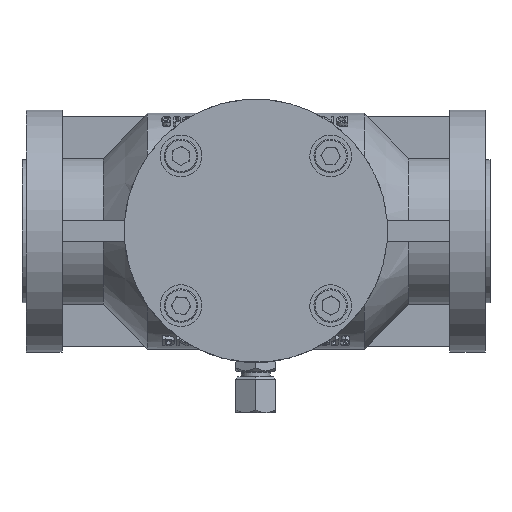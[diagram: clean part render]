
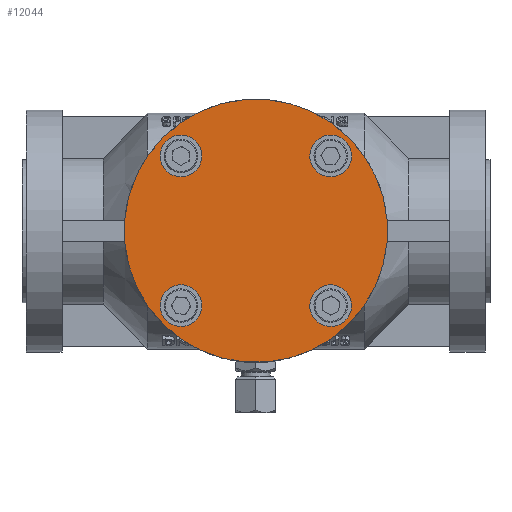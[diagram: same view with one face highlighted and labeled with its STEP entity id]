
A CAD part, top view. The second image highlights one B-rep face of the part: STEP entity #12044.
In plain terms, the highlighted planar face has unit normal (0, 0, 1).
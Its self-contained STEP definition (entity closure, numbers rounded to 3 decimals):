
#763 = CARTESIAN_POINT ( 'NONE',  ( -89.707, -8.609, 167.25 ) ) ;
#846 = CIRCLE ( 'NONE', #6849, 4.6 ) ;
#966 = AXIS2_PLACEMENT_3D ( 'NONE', #22485, #14091, #21815 ) ;
#1176 = DIRECTION ( 'NONE',  ( 0., 0., -1. ) ) ;
#1344 = EDGE_CURVE ( 'NONE', #30658, #26081, #41620, .T. ) ;
#1682 = CARTESIAN_POINT ( 'NONE',  ( -54.175, 26.923, 167.25 ) ) ;
#1992 = EDGE_CURVE ( 'NONE', #45081, #37725, #846, .T. ) ;
#2387 = CIRCLE ( 'NONE', #42686, 62.5 ) ;
#3079 = CARTESIAN_POINT ( 'NONE',  ( -54.175, 26.923, 167.25 ) ) ;
#3536 = FACE_BOUND ( 'NONE', #41093, .T. ) ;
#3620 = ORIENTED_EDGE ( 'NONE', *, *, #35739, .T. ) ;
#3641 = CARTESIAN_POINT ( 'NONE',  ( -98.369, 71.117, 167.25 ) ) ;
#4081 = VERTEX_POINT ( 'NONE', #20242 ) ;
#4533 = CARTESIAN_POINT ( 'NONE',  ( -15.39, 59.202, 167.25 ) ) ;
#4772 = CARTESIAN_POINT ( 'NONE',  ( -15.39, -11.862, 167.25 ) ) ;
#5112 = DIRECTION ( 'NONE',  ( 0., 0., -1. ) ) ;
#5773 = DIRECTION ( 'NONE',  ( 0.707, -0.707, 0. ) ) ;
#5956 = FACE_OUTER_BOUND ( 'NONE', #17190, .T. ) ;
#6849 = AXIS2_PLACEMENT_3D ( 'NONE', #24293, #12397, #16228 ) ;
#7167 = ORIENTED_EDGE ( 'NONE', *, *, #7819, .T. ) ;
#7659 = EDGE_CURVE ( 'NONE', #26081, #30658, #40254, .T. ) ;
#7819 = EDGE_CURVE ( 'NONE', #34901, #4081, #22297, .T. ) ;
#8016 = AXIS2_PLACEMENT_3D ( 'NONE', #3079, #33732, #47776 ) ;
#8824 = CARTESIAN_POINT ( 'NONE',  ( -9.98, -17.271, 167.25 ) ) ;
#9908 = VERTEX_POINT ( 'NONE', #40642 ) ;
#10627 = DIRECTION ( 'NONE',  ( 0.707, -0.707, 0. ) ) ;
#10713 = CIRCLE ( 'NONE', #22820, 4.6 ) ;
#11895 = EDGE_CURVE ( 'NONE', #37725, #45081, #47886, .T. ) ;
#12044 = ADVANCED_FACE ( 'NONE', ( #38327, #46704, #3536, #26351, #5956 ), #44785, .F. ) ;
#12397 = DIRECTION ( 'NONE',  ( 0., 0., -1. ) ) ;
#13184 = AXIS2_PLACEMENT_3D ( 'NONE', #25059, #40439, #40607 ) ;
#13435 = ORIENTED_EDGE ( 'NONE', *, *, #1992, .T. ) ;
#14015 = CIRCLE ( 'NONE', #22234, 4.6 ) ;
#14091 = DIRECTION ( 'NONE',  ( 0., 0., -1. ) ) ;
#14916 = CARTESIAN_POINT ( 'NONE',  ( -89.707, -8.609, 167.25 ) ) ;
#16228 = DIRECTION ( 'NONE',  ( 0.707, -0.707, 0. ) ) ;
#16730 = DIRECTION ( 'NONE',  ( 0.707, -0.707, 0. ) ) ;
#17137 = ORIENTED_EDGE ( 'NONE', *, *, #1344, .T. ) ;
#17190 = EDGE_LOOP ( 'NONE', ( #49013, #24623 ) ) ;
#18942 = ORIENTED_EDGE ( 'NONE', *, *, #7659, .T. ) ;
#19102 = CARTESIAN_POINT ( 'NONE',  ( -86.454, 59.202, 167.25 ) ) ;
#20242 = CARTESIAN_POINT ( 'NONE',  ( -21.895, 65.708, 167.25 ) ) ;
#20544 = EDGE_CURVE ( 'NONE', #35397, #25175, #44702, .T. ) ;
#21116 = DIRECTION ( 'NONE',  ( 0., 0., -1. ) ) ;
#21815 = DIRECTION ( 'NONE',  ( 0.707, -0.707, 0. ) ) ;
#22185 = CARTESIAN_POINT ( 'NONE',  ( -54.175, 26.923, 167.25 ) ) ;
#22234 = AXIS2_PLACEMENT_3D ( 'NONE', #40098, #5112, #24385 ) ;
#22297 = CIRCLE ( 'NONE', #28246, 4.6 ) ;
#22485 = CARTESIAN_POINT ( 'NONE',  ( -18.642, -8.609, 167.25 ) ) ;
#22820 = AXIS2_PLACEMENT_3D ( 'NONE', #14916, #30683, #49591 ) ;
#23036 = CARTESIAN_POINT ( 'NONE',  ( -21.895, -5.356, 167.25 ) ) ;
#24293 = CARTESIAN_POINT ( 'NONE',  ( -89.707, 62.455, 167.25 ) ) ;
#24385 = DIRECTION ( 'NONE',  ( 0.707, -0.707, 0. ) ) ;
#24623 = ORIENTED_EDGE ( 'NONE', *, *, #29058, .F. ) ;
#25059 = CARTESIAN_POINT ( 'NONE',  ( -18.642, -8.609, 167.25 ) ) ;
#25175 = VERTEX_POINT ( 'NONE', #8824 ) ;
#26081 = VERTEX_POINT ( 'NONE', #23036 ) ;
#26351 = FACE_BOUND ( 'NONE', #42609, .T. ) ;
#28246 = AXIS2_PLACEMENT_3D ( 'NONE', #31340, #1176, #35025 ) ;
#28370 = AXIS2_PLACEMENT_3D ( 'NONE', #763, #43097, #35420 ) ;
#29058 = EDGE_CURVE ( 'NONE', #25175, #35397, #2387, .T. ) ;
#30095 = ORIENTED_EDGE ( 'NONE', *, *, #30168, .T. ) ;
#30168 = EDGE_CURVE ( 'NONE', #33415, #9908, #10713, .T. ) ;
#30658 = VERTEX_POINT ( 'NONE', #4772 ) ;
#30683 = DIRECTION ( 'NONE',  ( 0., 0., -1. ) ) ;
#31340 = CARTESIAN_POINT ( 'NONE',  ( -18.642, 62.455, 167.25 ) ) ;
#31544 = AXIS2_PLACEMENT_3D ( 'NONE', #22185, #48639, #10627 ) ;
#32297 = EDGE_LOOP ( 'NONE', ( #30095, #3620 ) ) ;
#32671 = ORIENTED_EDGE ( 'NONE', *, *, #44762, .T. ) ;
#33415 = VERTEX_POINT ( 'NONE', #48680 ) ;
#33732 = DIRECTION ( 'NONE',  ( 0., 0., -1. ) ) ;
#34095 = CIRCLE ( 'NONE', #28370, 4.6 ) ;
#34901 = VERTEX_POINT ( 'NONE', #4533 ) ;
#35025 = DIRECTION ( 'NONE',  ( 0.707, -0.707, 0. ) ) ;
#35397 = VERTEX_POINT ( 'NONE', #3641 ) ;
#35420 = DIRECTION ( 'NONE',  ( 0.707, -0.707, 0. ) ) ;
#35739 = EDGE_CURVE ( 'NONE', #9908, #33415, #34095, .T. ) ;
#36921 = CARTESIAN_POINT ( 'NONE',  ( -89.707, 62.455, 167.25 ) ) ;
#37725 = VERTEX_POINT ( 'NONE', #42018 ) ;
#38327 = FACE_BOUND ( 'NONE', #45395, .T. ) ;
#40098 = CARTESIAN_POINT ( 'NONE',  ( -18.642, 62.455, 167.25 ) ) ;
#40254 = CIRCLE ( 'NONE', #966, 4.6 ) ;
#40439 = DIRECTION ( 'NONE',  ( 0., 0., -1. ) ) ;
#40529 = ORIENTED_EDGE ( 'NONE', *, *, #11895, .T. ) ;
#40607 = DIRECTION ( 'NONE',  ( 0.707, -0.707, 0. ) ) ;
#40642 = CARTESIAN_POINT ( 'NONE',  ( -92.959, -5.356, 167.25 ) ) ;
#41093 = EDGE_LOOP ( 'NONE', ( #17137, #18942 ) ) ;
#41149 = AXIS2_PLACEMENT_3D ( 'NONE', #36921, #48307, #5773 ) ;
#41620 = CIRCLE ( 'NONE', #13184, 4.6 ) ;
#42018 = CARTESIAN_POINT ( 'NONE',  ( -92.959, 65.708, 167.25 ) ) ;
#42609 = EDGE_LOOP ( 'NONE', ( #7167, #32671 ) ) ;
#42686 = AXIS2_PLACEMENT_3D ( 'NONE', #1682, #21116, #16730 ) ;
#43097 = DIRECTION ( 'NONE',  ( 0., 0., -1. ) ) ;
#44702 = CIRCLE ( 'NONE', #8016, 62.5 ) ;
#44762 = EDGE_CURVE ( 'NONE', #4081, #34901, #14015, .T. ) ;
#44785 = PLANE ( 'NONE',  #31544 ) ;
#45081 = VERTEX_POINT ( 'NONE', #19102 ) ;
#45395 = EDGE_LOOP ( 'NONE', ( #13435, #40529 ) ) ;
#46704 = FACE_BOUND ( 'NONE', #32297, .T. ) ;
#47776 = DIRECTION ( 'NONE',  ( 0.707, -0.707, 0. ) ) ;
#47886 = CIRCLE ( 'NONE', #41149, 4.6 ) ;
#48307 = DIRECTION ( 'NONE',  ( 0., 0., -1. ) ) ;
#48639 = DIRECTION ( 'NONE',  ( 0., 0., -1. ) ) ;
#48680 = CARTESIAN_POINT ( 'NONE',  ( -86.454, -11.862, 167.25 ) ) ;
#49013 = ORIENTED_EDGE ( 'NONE', *, *, #20544, .F. ) ;
#49591 = DIRECTION ( 'NONE',  ( 0.707, -0.707, 0. ) ) ;
